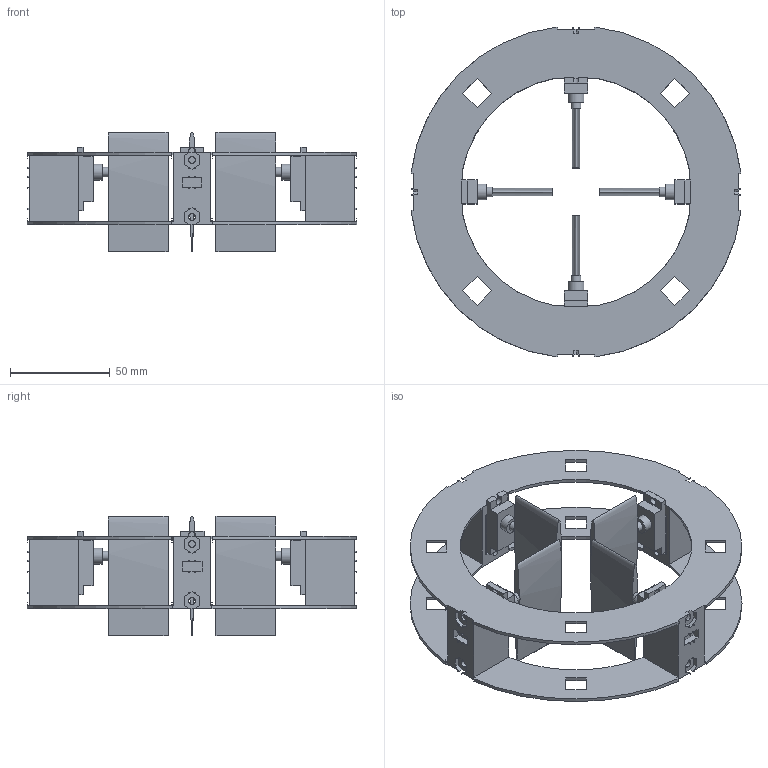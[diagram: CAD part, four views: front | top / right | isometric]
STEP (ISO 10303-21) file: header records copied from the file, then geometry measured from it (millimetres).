
FILE_DESCRIPTION(/* description */ (''),/* implementation_level */ '2;1');
FILE_NAME(/* name */ 'servoMount v10.step',/* time_stamp */ '2021-11-27T14:55:56-05:00',/* author */ (''),/* organization */ (''),/* preprocessor_version */ 'ST-DEVELOPER v18.1',/* originating_system */ 'Autodesk Translation Framework v10.10.0.1391',/* authorisation */ '');
FILE_SCHEMA (('AUTOMOTIVE_DESIGN { 1 0 10303 214 3 1 1 }'));
Length unit declared in the file: millimetre
Products named in the file (6): servoMount; UAVservo v4; thrustVane1 v2; thrust vane; servoMount3; Component1
Assembly tree (5 placements, depth 3):
  servoMount
    UAVservo v4
    thrustVane1 v2
      thrust vane
    servoMount3
      Component1
Bounding box: 165.06 x 165.03 x 60 mm (x, y, z)
Volume: 117449.5 mm3; surface area: 89924.2 mm2
Topology: 15 solids, 15 shells, 573 faces, 1529 edges, 990 vertices
Faces by surface type: plane 409, cylinder 112, bspline 52
Full cylindrical faces by diameter (mm): 3.39 x8, 3.8 x3, 3.84 x4, 4.8 x4, 8 x4
Entity records: 21278 total; most frequent: CARTESIAN_POINT 6867, ORIENTED_EDGE 3058, DIRECTION 2767, EDGE_CURVE 1529, LINE 1211, VECTOR 1211, VERTEX_POINT 990, AXIS2_PLACEMENT_3D 778
